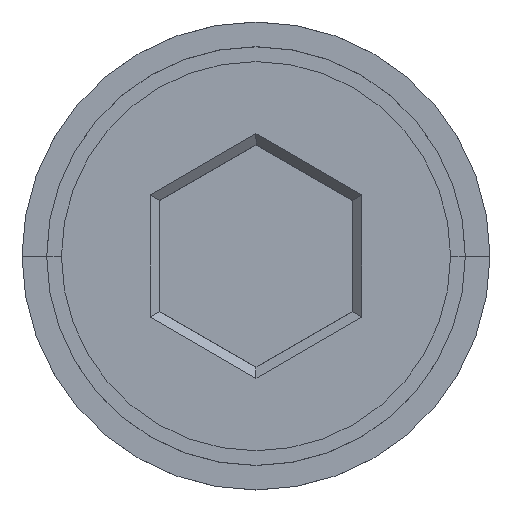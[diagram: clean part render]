
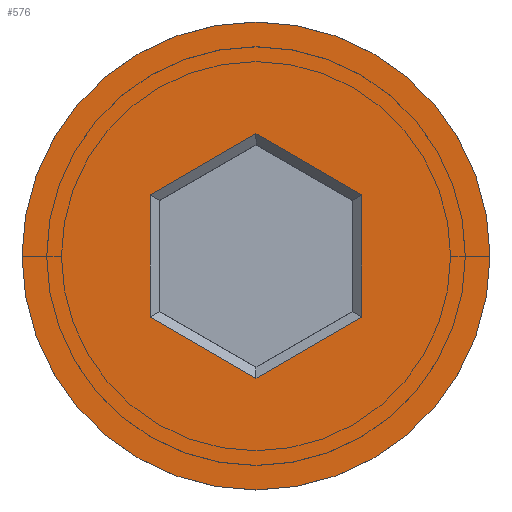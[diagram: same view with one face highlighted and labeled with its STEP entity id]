
A CAD part, top view. The second image highlights one B-rep face of the part: STEP entity #576.
In plain terms, the highlighted planar face has unit normal (0, 0, 1).
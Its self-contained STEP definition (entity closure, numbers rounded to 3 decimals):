
#3 = CARTESIAN_POINT ( 'NONE',  ( 0.1, -2.425, 0. ) ) ;
#5 = CIRCLE ( 'NONE', #704, 4.75 ) ;
#12 = DIRECTION ( 'NONE',  ( 0., 0., 1. ) ) ;
#29 = AXIS2_PLACEMENT_3D ( 'NONE', #122, #12, #1224 ) ;
#44 = CARTESIAN_POINT ( 'NONE',  ( -2.15, 1.126, 0. ) ) ;
#53 = ORIENTED_EDGE ( 'NONE', *, *, #292, .T. ) ;
#83 = LINE ( 'NONE', #712, #616 ) ;
#93 = CARTESIAN_POINT ( 'NONE',  ( 0., 0., 0. ) ) ;
#94 = LINE ( 'NONE', #831, #1300 ) ;
#122 = CARTESIAN_POINT ( 'NONE',  ( 0., 0., 0. ) ) ;
#163 = FACE_OUTER_BOUND ( 'NONE', #389, .T. ) ;
#164 = DIRECTION ( 'NONE',  ( 0., 1., 0. ) ) ;
#165 = VERTEX_POINT ( 'NONE', #557 ) ;
#197 = VERTEX_POINT ( 'NONE', #1330 ) ;
#217 = DIRECTION ( 'NONE',  ( -0.866, -0.5, 0. ) ) ;
#225 = VERTEX_POINT ( 'NONE', #1420 ) ;
#265 = VERTEX_POINT ( 'NONE', #397 ) ;
#267 = EDGE_LOOP ( 'NONE', ( #53, #269, #494, #813, #602, #571 ) ) ;
#269 = ORIENTED_EDGE ( 'NONE', *, *, #669, .T. ) ;
#292 = EDGE_CURVE ( 'NONE', #1370, #197, #94, .T. ) ;
#307 = CARTESIAN_POINT ( 'NONE',  ( 2.15, -1.126, 0. ) ) ;
#331 = CARTESIAN_POINT ( 'NONE',  ( 2.15, 1.241, 0. ) ) ;
#351 = CARTESIAN_POINT ( 'NONE',  ( 2.15, -1.241, 0. ) ) ;
#389 = EDGE_LOOP ( 'NONE', ( #752, #406 ) ) ;
#397 = CARTESIAN_POINT ( 'NONE',  ( 0., 2.483, 0. ) ) ;
#406 = ORIENTED_EDGE ( 'NONE', *, *, #427, .T. ) ;
#408 = CIRCLE ( 'NONE', #29, 4.75 ) ;
#427 = EDGE_CURVE ( 'NONE', #165, #225, #5, .T. ) ;
#474 = VERTEX_POINT ( 'NONE', #351 ) ;
#494 = ORIENTED_EDGE ( 'NONE', *, *, #1151, .T. ) ;
#557 = CARTESIAN_POINT ( 'NONE',  ( -4.75, 0., 0. ) ) ;
#571 = ORIENTED_EDGE ( 'NONE', *, *, #1197, .T. ) ;
#576 = ADVANCED_FACE ( 'NONE', ( #587, #163 ), #1080, .T. ) ;
#587 = FACE_BOUND ( 'NONE', #267, .T. ) ;
#602 = ORIENTED_EDGE ( 'NONE', *, *, #1230, .T. ) ;
#616 = VECTOR ( 'NONE', #727, 1000. ) ;
#618 = DIRECTION ( 'NONE',  ( -0.866, 0.5, 0. ) ) ;
#624 = DIRECTION ( 'NONE',  ( 0.866, 0.5, 0. ) ) ;
#635 = VECTOR ( 'NONE', #164, 1000. ) ;
#636 = VECTOR ( 'NONE', #217, 1000. ) ;
#639 = DIRECTION ( 'NONE',  ( 1., 0., 0. ) ) ;
#669 = EDGE_CURVE ( 'NONE', #197, #864, #1067, .T. ) ;
#677 = CARTESIAN_POINT ( 'NONE',  ( -2.15, 1.241, 0. ) ) ;
#704 = AXIS2_PLACEMENT_3D ( 'NONE', #93, #1093, #1078 ) ;
#707 = VECTOR ( 'NONE', #1204, 1000. ) ;
#712 = CARTESIAN_POINT ( 'NONE',  ( 2.05, 1.299, 0. ) ) ;
#721 = EDGE_CURVE ( 'NONE', #225, #165, #408, .T. ) ;
#727 = DIRECTION ( 'NONE',  ( 0.866, -0.5, 0. ) ) ;
#752 = ORIENTED_EDGE ( 'NONE', *, *, #721, .T. ) ;
#813 = ORIENTED_EDGE ( 'NONE', *, *, #980, .T. ) ;
#831 = CARTESIAN_POINT ( 'NONE',  ( -2.05, -1.299, 0. ) ) ;
#839 = DIRECTION ( 'NONE',  ( 0., 0., 1. ) ) ;
#843 = LINE ( 'NONE', #307, #707 ) ;
#864 = VERTEX_POINT ( 'NONE', #677 ) ;
#963 = AXIS2_PLACEMENT_3D ( 'NONE', #1205, #839, #639 ) ;
#980 = EDGE_CURVE ( 'NONE', #265, #1269, #83, .T. ) ;
#1067 = LINE ( 'NONE', #44, #635 ) ;
#1078 = DIRECTION ( 'NONE',  ( 1., 0., 0. ) ) ;
#1079 = LINE ( 'NONE', #1427, #1229 ) ;
#1080 = PLANE ( 'NONE',  #963 ) ;
#1093 = DIRECTION ( 'NONE',  ( 0., 0., 1. ) ) ;
#1118 = CARTESIAN_POINT ( 'NONE',  ( 0., -2.483, 0. ) ) ;
#1151 = EDGE_CURVE ( 'NONE', #864, #265, #1079, .T. ) ;
#1197 = EDGE_CURVE ( 'NONE', #474, #1370, #1312, .T. ) ;
#1204 = DIRECTION ( 'NONE',  ( 0., -1., 0. ) ) ;
#1205 = CARTESIAN_POINT ( 'NONE',  ( 0., 0., 0. ) ) ;
#1224 = DIRECTION ( 'NONE',  ( 1., 0., 0. ) ) ;
#1229 = VECTOR ( 'NONE', #624, 1000. ) ;
#1230 = EDGE_CURVE ( 'NONE', #1269, #474, #843, .T. ) ;
#1269 = VERTEX_POINT ( 'NONE', #331 ) ;
#1300 = VECTOR ( 'NONE', #618, 1000. ) ;
#1312 = LINE ( 'NONE', #3, #636 ) ;
#1330 = CARTESIAN_POINT ( 'NONE',  ( -2.15, -1.241, 0. ) ) ;
#1370 = VERTEX_POINT ( 'NONE', #1118 ) ;
#1420 = CARTESIAN_POINT ( 'NONE',  ( 4.75, 0., 0. ) ) ;
#1427 = CARTESIAN_POINT ( 'NONE',  ( -0.1, 2.425, 0. ) ) ;
